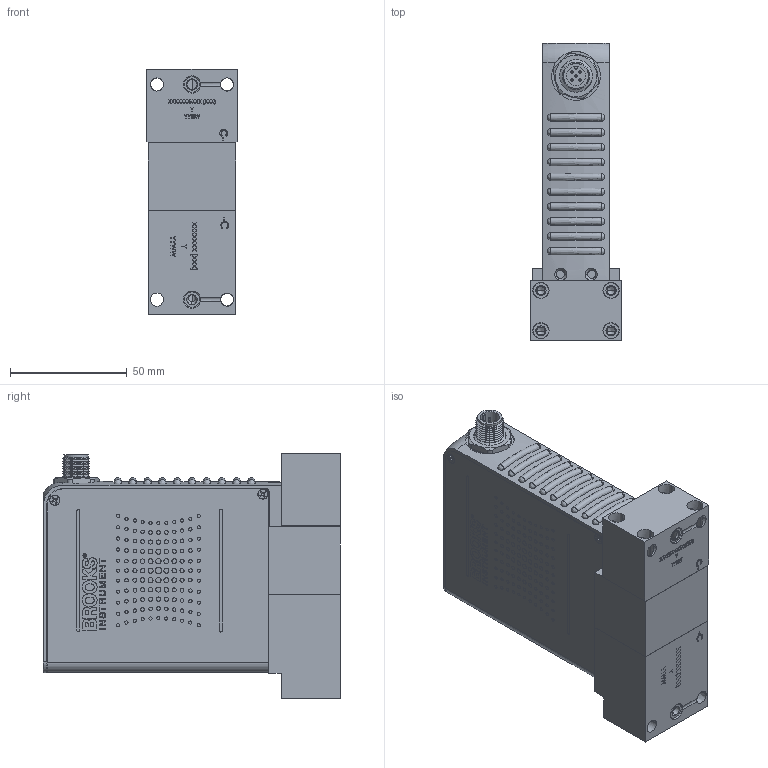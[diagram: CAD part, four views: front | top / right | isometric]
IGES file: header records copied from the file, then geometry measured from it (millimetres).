
Start section: SolidWorks IGES file using analytic representation for surfaces
Global section: file name: GF100-GF120-GF125-AX-DX.IGS; native system: SolidWorks 2020; preprocessor: SolidWorks 2020; author: CFehr; date: 211108.151259; units: inch
Bounding box: 38.73 x 127 x 104.95 mm (x, y, z)
Volume: 132904.3 mm3; surface area: 87636.9 mm2
Topology: 30 solids, 30 shells, 4573 faces, 11897 edges, 7791 vertices
Faces by surface type: plane 2150, bspline 1644, revolution 779
